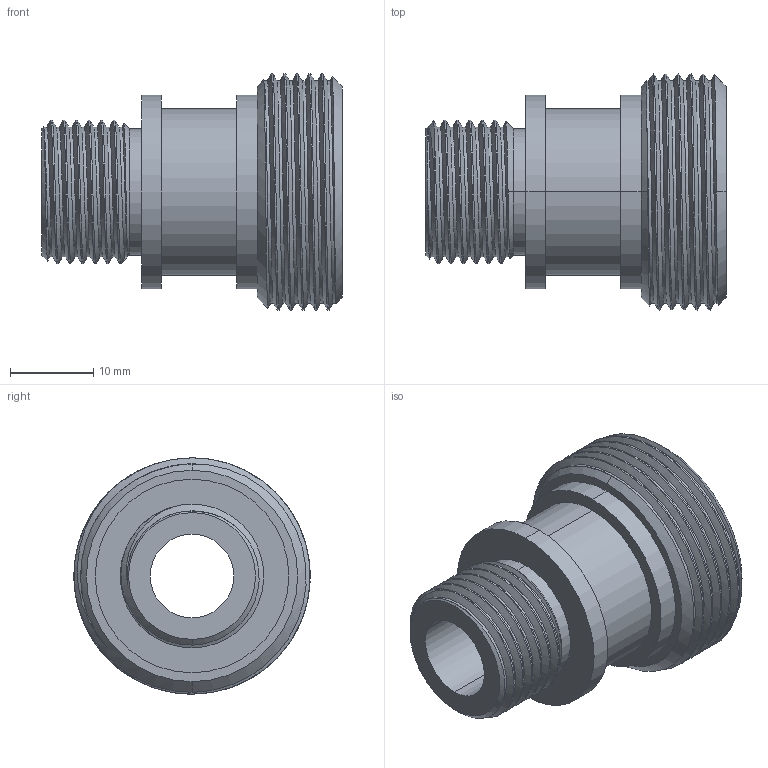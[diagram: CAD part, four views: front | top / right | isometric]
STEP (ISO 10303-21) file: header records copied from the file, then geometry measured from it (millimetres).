
FILE_DESCRIPTION (( 'STEP AP203' ), '1' );
FILE_NAME ('3D-M2035P_10 3-8_174221035.STEP', '2024-09-06T11:41:45', ( '' ), ( '' ), 'SwSTEP 2.0', 'SolidWorks 2024', '' );
FILE_SCHEMA (( 'CONFIG_CONTROL_DESIGN' ));
Length unit declared in the file: millimetre
Products named in the file (1): 3D-M2035P_10 3-8_174221035
Bounding box: 36 x 28.31 x 28.32 mm (x, y, z)
Volume: 8344 mm3; surface area: 5761.5 mm2
Topology: 1 solids, 1 shells, 63 faces, 158 edges, 103 vertices
Faces by surface type: cylinder 38, cone 10, plane 9, bspline 6
Entity records: 6142 total; most frequent: CARTESIAN_POINT 4712, ORIENTED_EDGE 316, DIRECTION 245, EDGE_CURVE 158, VERTEX_POINT 103, AXIS2_PLACEMENT_3D 98, EDGE_LOOP 71, ADVANCED_FACE 63
